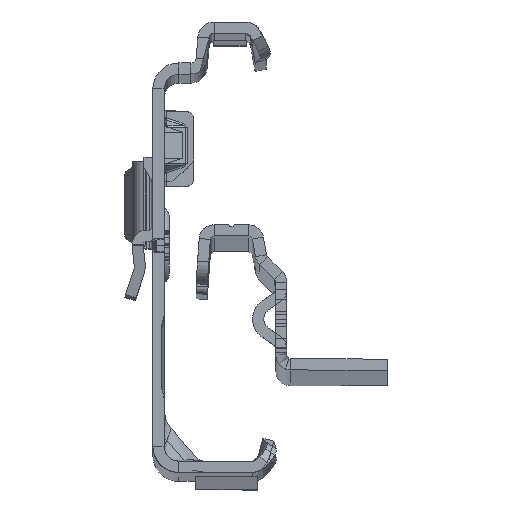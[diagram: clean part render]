
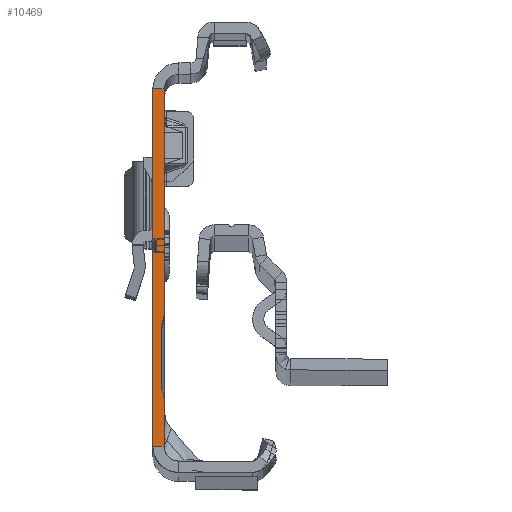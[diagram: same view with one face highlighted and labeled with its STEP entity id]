
A CAD part, top view. The second image highlights one B-rep face of the part: STEP entity #10469.
In plain terms, the highlighted planar face has unit normal (0, 0, 1).
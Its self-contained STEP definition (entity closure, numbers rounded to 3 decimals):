
#324 = VERTEX_POINT ( 'NONE', #2058 ) ;
#512 = CARTESIAN_POINT ( 'NONE',  ( 0., -19.499, 0. ) ) ;
#816 = CIRCLE ( 'NONE', #27565, 2.5 ) ;
#891 = VERTEX_POINT ( 'NONE', #5359 ) ;
#1084 = DIRECTION ( 'NONE',  ( 0., 0., -1. ) ) ;
#1146 = EDGE_LOOP ( 'NONE', ( #12411, #12775, #6668, #17609, #16178, #7299, #15498, #6957, #11249, #6002, #1593, #5314 ) ) ;
#1239 = VECTOR ( 'NONE', #3587, 1000. ) ;
#1294 = DIRECTION ( 'NONE',  ( -1., 0., 0. ) ) ;
#1322 = VERTEX_POINT ( 'NONE', #11035 ) ;
#1456 = EDGE_CURVE ( 'NONE', #22287, #891, #12662, .T. ) ;
#1593 = ORIENTED_EDGE ( 'NONE', *, *, #9196, .F. ) ;
#2021 = CARTESIAN_POINT ( 'NONE',  ( -0.4, -9.865, 0. ) ) ;
#2058 = CARTESIAN_POINT ( 'NONE',  ( 0., -8.231, 0. ) ) ;
#2830 = CIRCLE ( 'NONE', #23320, 1. ) ;
#3175 = DIRECTION ( 'NONE',  ( 0., -1., 0. ) ) ;
#3421 = CARTESIAN_POINT ( 'NONE',  ( 0., -25.865, 0. ) ) ;
#3587 = DIRECTION ( 'NONE',  ( -0.423, -0.906, 0. ) ) ;
#3790 = CARTESIAN_POINT ( 'NONE',  ( -1.5, 22.135, 0. ) ) ;
#3904 = CARTESIAN_POINT ( 'NONE',  ( 0., 22.135, 0. ) ) ;
#4004 = VERTEX_POINT ( 'NONE', #10034 ) ;
#4907 = DIRECTION ( 'NONE',  ( 0., 0., 1. ) ) ;
#4935 = CARTESIAN_POINT ( 'NONE',  ( 0.6, -9.865, 0. ) ) ;
#4957 = DIRECTION ( 'NONE',  ( 0., 0., -1. ) ) ;
#5314 = ORIENTED_EDGE ( 'NONE', *, *, #1456, .F. ) ;
#5359 = CARTESIAN_POINT ( 'NONE',  ( -0.306, -9.443, 0. ) ) ;
#5488 = CARTESIAN_POINT ( 'NONE',  ( -0.4, -17.865, 0. ) ) ;
#5713 = CIRCLE ( 'NONE', #13271, 2.5 ) ;
#6002 = ORIENTED_EDGE ( 'NONE', *, *, #6220, .F. ) ;
#6028 = EDGE_CURVE ( 'NONE', #15388, #12363, #6117, .T. ) ;
#6117 = LINE ( 'NONE', #19879, #11649 ) ;
#6220 = EDGE_CURVE ( 'NONE', #6403, #6506, #13770, .T. ) ;
#6403 = VERTEX_POINT ( 'NONE', #2021 ) ;
#6506 = VERTEX_POINT ( 'NONE', #5488 ) ;
#6668 = ORIENTED_EDGE ( 'NONE', *, *, #6028, .T. ) ;
#6756 = DIRECTION ( 'NONE',  ( 0.423, -0.906, 0. ) ) ;
#6957 = ORIENTED_EDGE ( 'NONE', *, *, #11753, .F. ) ;
#7158 = DIRECTION ( 'NONE',  ( 0., 0., 1. ) ) ;
#7299 = ORIENTED_EDGE ( 'NONE', *, *, #11487, .F. ) ;
#7870 = VECTOR ( 'NONE', #26794, 1000. ) ;
#8047 = CARTESIAN_POINT ( 'NONE',  ( -0.234, -9.288, 0. ) ) ;
#8239 = EDGE_CURVE ( 'NONE', #6506, #4004, #2830, .T. ) ;
#9055 = CARTESIAN_POINT ( 'NONE',  ( -2.5, -19.499, 0. ) ) ;
#9196 = EDGE_CURVE ( 'NONE', #891, #6403, #10002, .T. ) ;
#9323 = CARTESIAN_POINT ( 'NONE',  ( -1.5, 24.135, 0. ) ) ;
#9402 = DIRECTION ( 'NONE',  ( 1., 0., 0. ) ) ;
#9464 = LINE ( 'NONE', #9323, #18872 ) ;
#9646 = EDGE_CURVE ( 'NONE', #15388, #324, #24988, .T. ) ;
#9727 = CARTESIAN_POINT ( 'NONE',  ( -0.4, -9.865, 0. ) ) ;
#10002 = CIRCLE ( 'NONE', #21538, 1. ) ;
#10034 = CARTESIAN_POINT ( 'NONE',  ( -0.306, -18.288, 0. ) ) ;
#10265 = LINE ( 'NONE', #3421, #18509 ) ;
#10469 = ADVANCED_FACE ( 'NONE', ( #21367 ), #13028, .T. ) ;
#11035 = CARTESIAN_POINT ( 'NONE',  ( -0.234, -18.442, 0. ) ) ;
#11249 = ORIENTED_EDGE ( 'NONE', *, *, #8239, .F. ) ;
#11487 = EDGE_CURVE ( 'NONE', #13831, #23243, #17537, .T. ) ;
#11649 = VECTOR ( 'NONE', #13357, 1000. ) ;
#11696 = CARTESIAN_POINT ( 'NONE',  ( 0., 24.135, 0. ) ) ;
#11753 = EDGE_CURVE ( 'NONE', #4004, #1322, #14738, .T. ) ;
#12231 = DIRECTION ( 'NONE',  ( 0., -1., 0. ) ) ;
#12363 = VERTEX_POINT ( 'NONE', #3790 ) ;
#12411 = ORIENTED_EDGE ( 'NONE', *, *, #25084, .F. ) ;
#12572 = CARTESIAN_POINT ( 'NONE',  ( 0., 24.135, 0. ) ) ;
#12662 = LINE ( 'NONE', #8047, #1239 ) ;
#12775 = ORIENTED_EDGE ( 'NONE', *, *, #9646, .F. ) ;
#13000 = AXIS2_PLACEMENT_3D ( 'NONE', #17471, #4907, #23859 ) ;
#13028 = PLANE ( 'NONE',  #13000 ) ;
#13271 = AXIS2_PLACEMENT_3D ( 'NONE', #9055, #1084, #26486 ) ;
#13357 = DIRECTION ( 'NONE',  ( -1., 0., 0. ) ) ;
#13770 = LINE ( 'NONE', #9727, #16566 ) ;
#13831 = VERTEX_POINT ( 'NONE', #512 ) ;
#14377 = EDGE_CURVE ( 'NONE', #12363, #17361, #9464, .T. ) ;
#14738 = LINE ( 'NONE', #23633, #20094 ) ;
#15388 = VERTEX_POINT ( 'NONE', #3904 ) ;
#15498 = ORIENTED_EDGE ( 'NONE', *, *, #20621, .F. ) ;
#16108 = DIRECTION ( 'NONE',  ( 0., 0., 1. ) ) ;
#16137 = EDGE_CURVE ( 'NONE', #23243, #17361, #10265, .T. ) ;
#16178 = ORIENTED_EDGE ( 'NONE', *, *, #16137, .F. ) ;
#16566 = VECTOR ( 'NONE', #12231, 1000. ) ;
#17361 = VERTEX_POINT ( 'NONE', #21531 ) ;
#17471 = CARTESIAN_POINT ( 'NONE',  ( -1.5, 24.135, 0. ) ) ;
#17537 = LINE ( 'NONE', #11696, #24555 ) ;
#17609 = ORIENTED_EDGE ( 'NONE', *, *, #14377, .T. ) ;
#18509 = VECTOR ( 'NONE', #22648, 1000. ) ;
#18872 = VECTOR ( 'NONE', #3175, 1000. ) ;
#19879 = CARTESIAN_POINT ( 'NONE',  ( 0., 22.135, 0. ) ) ;
#20094 = VECTOR ( 'NONE', #6756, 1000. ) ;
#20165 = DIRECTION ( 'NONE',  ( 0., -1., 0. ) ) ;
#20621 = EDGE_CURVE ( 'NONE', #1322, #13831, #5713, .T. ) ;
#21367 = FACE_OUTER_BOUND ( 'NONE', #1146, .T. ) ;
#21531 = CARTESIAN_POINT ( 'NONE',  ( -1.5, -25.865, 0. ) ) ;
#21538 = AXIS2_PLACEMENT_3D ( 'NONE', #4935, #16108, #1294 ) ;
#21878 = CARTESIAN_POINT ( 'NONE',  ( 0., -25.865, 0. ) ) ;
#21952 = DIRECTION ( 'NONE',  ( -1., 0., 0. ) ) ;
#22287 = VERTEX_POINT ( 'NONE', #23386 ) ;
#22648 = DIRECTION ( 'NONE',  ( -1., 0., 0. ) ) ;
#23243 = VERTEX_POINT ( 'NONE', #21878 ) ;
#23320 = AXIS2_PLACEMENT_3D ( 'NONE', #26268, #7158, #9402 ) ;
#23386 = CARTESIAN_POINT ( 'NONE',  ( -0.234, -9.288, 0. ) ) ;
#23633 = CARTESIAN_POINT ( 'NONE',  ( -0.234, -18.442, 0. ) ) ;
#23859 = DIRECTION ( 'NONE',  ( 0., -1., 0. ) ) ;
#24058 = CARTESIAN_POINT ( 'NONE',  ( -2.5, -8.231, 0. ) ) ;
#24555 = VECTOR ( 'NONE', #20165, 1000. ) ;
#24988 = LINE ( 'NONE', #12572, #7870 ) ;
#25084 = EDGE_CURVE ( 'NONE', #324, #22287, #816, .T. ) ;
#26268 = CARTESIAN_POINT ( 'NONE',  ( 0.6, -17.865, 0. ) ) ;
#26486 = DIRECTION ( 'NONE',  ( 1., 0., 0. ) ) ;
#26794 = DIRECTION ( 'NONE',  ( 0., -1., 0. ) ) ;
#27565 = AXIS2_PLACEMENT_3D ( 'NONE', #24058, #4957, #21952 ) ;
